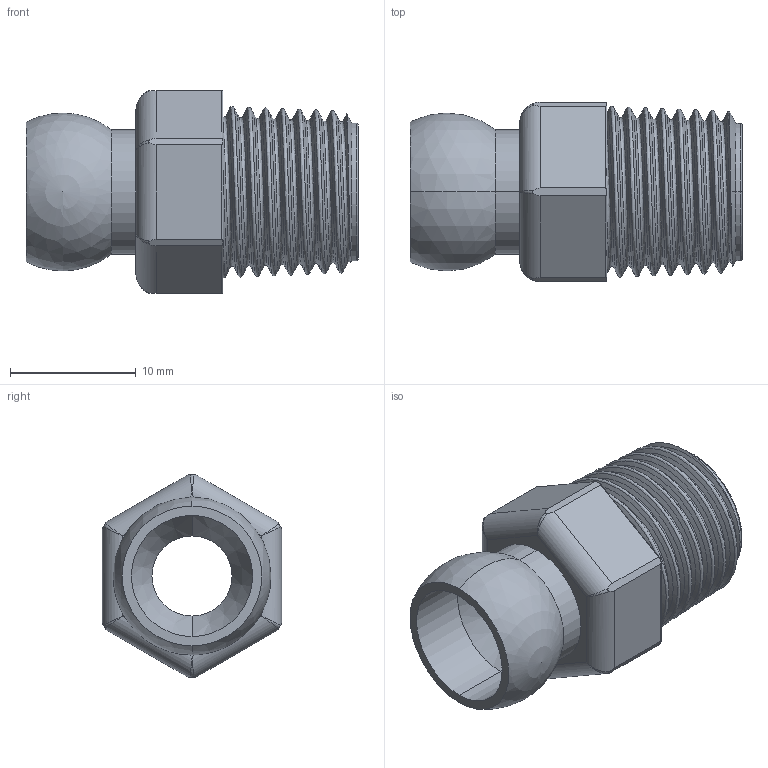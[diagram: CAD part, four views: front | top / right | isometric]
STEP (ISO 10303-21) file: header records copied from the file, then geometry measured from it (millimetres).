
FILE_DESCRIPTION (( 'STEP AP203' ), '1' );
FILE_NAME ('1-4 x1-4 BSPT.STEP', '2005-02-04T22:58:08', ( 'mark lockwood' ), ( 'lockwood products inc.' ), 'SwSTEP 2.0', 'SolidWorks 2004146', '' );
FILE_SCHEMA (( 'CONFIG_CONTROL_DESIGN' ));
Length unit declared in the file: inch
Products named in the file (1): 1-4 x1-4 BSPT
Bounding box: 26.44 x 14.27 x 16.13 mm (x, y, z)
Volume: 1760.5 mm3; surface area: 2292.3 mm2
Topology: 1 solids, 1 shells, 60 faces, 159 edges, 95 vertices
Faces by surface type: cylinder 22, plane 16, bspline 12, cone 6, sphere 2, torus 2
Entity records: 7989 total; most frequent: CARTESIAN_POINT 6665, ORIENTED_EDGE 296, DIRECTION 212, EDGE_CURVE 148, VERTEX_POINT 92, AXIS2_PLACEMENT_3D 77, EDGE_LOOP 64, ADVANCED_FACE 60
